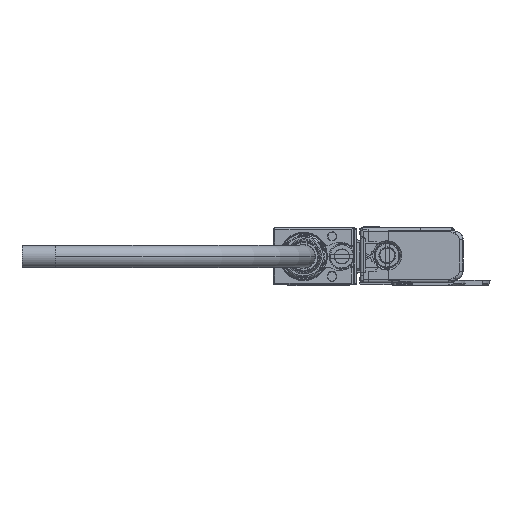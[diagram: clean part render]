
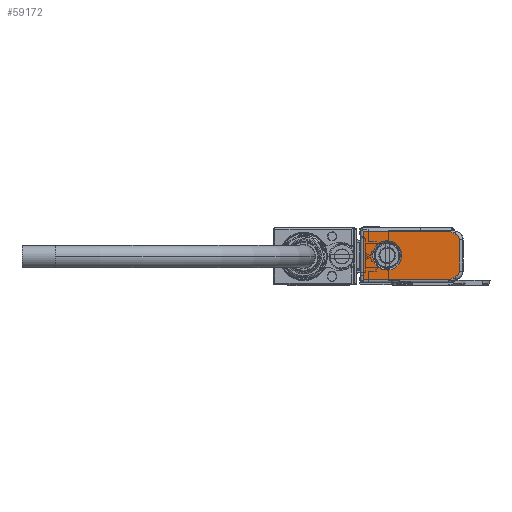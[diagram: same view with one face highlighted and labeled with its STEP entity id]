
A CAD part, left-side view. The second image highlights one B-rep face of the part: STEP entity #59172.
In plain terms, the highlighted planar face has unit normal (-1, 0, 0).
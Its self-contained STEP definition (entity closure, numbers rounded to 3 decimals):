
#59080=AXIS2_PLACEMENT_3D('Plane Axis2P3D',#59077,#59078,#59079) ;
#59104=AXIS2_PLACEMENT_3D('Circle Axis2P3D',#59102,#59103,$) ;
#59118=AXIS2_PLACEMENT_3D('Circle Axis2P3D',#59116,#59117,$) ;
#59148=AXIS2_PLACEMENT_3D('Circle Axis2P3D',#59146,#59147,$) ;
#59157=AXIS2_PLACEMENT_3D('Circle Axis2P3D',#59155,#59156,$) ;
#59164=AXIS2_PLACEMENT_3D('Circle Axis2P3D',#59162,#59163,$) ;
#56451=CARTESIAN_POINT('Vertex',(-956.,30.2,0.2)) ;
#56460=CARTESIAN_POINT('Vertex',(-956.,3.814,0.2)) ;
#56463=CARTESIAN_POINT('Line Origine',(-956.,15.7,0.2)) ;
#56642=CARTESIAN_POINT('Vertex',(-956.,30.2,14.8)) ;
#56645=CARTESIAN_POINT('Line Origine',(-956.,30.2,7.5)) ;
#56740=CARTESIAN_POINT('Vertex',(-956.,3.814,14.8)) ;
#56743=CARTESIAN_POINT('Line Origine',(-956.,15.7,14.8)) ;
#56804=CARTESIAN_POINT('Line Origine',(-956.,1.067,12.053)) ;
#56808=CARTESIAN_POINT('Vertex',(-956.,3.119,14.104)) ;
#59077=CARTESIAN_POINT('Axis2P3D Location',(-956.,0.2,7.5)) ;
#59082=CARTESIAN_POINT('Line Origine',(-956.,3.466,0.548)) ;
#59086=CARTESIAN_POINT('Vertex',(-956.,3.119,0.896)) ;
#59090=CARTESIAN_POINT('Control Point',(-956.,3.119,0.896)) ;
#59091=CARTESIAN_POINT('Control Point',(-956.,3.044,0.97)) ;
#59092=CARTESIAN_POINT('Control Point',(-956.,2.961,1.035)) ;
#59093=CARTESIAN_POINT('Control Point',(-956.,2.87,1.089)) ;
#59094=CARTESIAN_POINT('Control Point',(-956.,2.748,1.142)) ;
#59095=CARTESIAN_POINT('Control Point',(-956.,2.621,1.175)) ;
#59096=CARTESIAN_POINT('Control Point',(-956.,2.596,1.18)) ;
#59097=CARTESIAN_POINT('Control Point',(-956.,2.57,1.185)) ;
#59098=CARTESIAN_POINT('Control Point',(-956.,2.544,1.19)) ;
#59099=CARTESIAN_POINT('Vertex',(-956.,2.544,1.19)) ;
#59102=CARTESIAN_POINT('Axis2P3D Location',(-956.,2.8,2.769)) ;
#59106=CARTESIAN_POINT('Vertex',(-956.,1.2,2.769)) ;
#59109=CARTESIAN_POINT('Line Origine',(-956.,1.2,7.5)) ;
#59113=CARTESIAN_POINT('Vertex',(-956.,1.2,12.231)) ;
#59116=CARTESIAN_POINT('Axis2P3D Location',(-956.,2.8,12.231)) ;
#59120=CARTESIAN_POINT('Vertex',(-956.,2.544,13.81)) ;
#59124=CARTESIAN_POINT('Control Point',(-956.,2.544,13.81)) ;
#59125=CARTESIAN_POINT('Control Point',(-956.,2.648,13.827)) ;
#59126=CARTESIAN_POINT('Control Point',(-956.,2.749,13.857)) ;
#59127=CARTESIAN_POINT('Control Point',(-956.,2.846,13.899)) ;
#59128=CARTESIAN_POINT('Control Point',(-956.,2.96,13.967)) ;
#59129=CARTESIAN_POINT('Control Point',(-956.,3.061,14.05)) ;
#59130=CARTESIAN_POINT('Control Point',(-956.,3.081,14.068)) ;
#59131=CARTESIAN_POINT('Control Point',(-956.,3.1,14.086)) ;
#59132=CARTESIAN_POINT('Control Point',(-956.,3.119,14.104)) ;
#59146=CARTESIAN_POINT('Axis2P3D Location',(-956.,23.,7.5)) ;
#59150=CARTESIAN_POINT('Vertex',(-956.,23.,11.9)) ;
#59152=CARTESIAN_POINT('Vertex',(-956.,23.,3.1)) ;
#59155=CARTESIAN_POINT('Axis2P3D Location',(-956.,23.,7.5)) ;
#59159=CARTESIAN_POINT('Vertex',(-956.,24.895,11.471)) ;
#59162=CARTESIAN_POINT('Axis2P3D Location',(-956.,23.,7.5)) ;
#56464=DIRECTION('Vector Direction',(0.,-1.,0.)) ;
#56646=DIRECTION('Vector Direction',(0.,0.,-1.)) ;
#56744=DIRECTION('Vector Direction',(0.,1.,0.)) ;
#56805=DIRECTION('Vector Direction',(0.,0.707,0.707)) ;
#59078=DIRECTION('Axis2P3D Direction',(1.,0.,0.)) ;
#59079=DIRECTION('Axis2P3D XDirection',(0.,0.,1.)) ;
#59083=DIRECTION('Vector Direction',(0.,-0.707,0.707)) ;
#59103=DIRECTION('Axis2P3D Direction',(1.,0.,0.)) ;
#59110=DIRECTION('Vector Direction',(0.,0.,1.)) ;
#59117=DIRECTION('Axis2P3D Direction',(1.,0.,0.)) ;
#59147=DIRECTION('Axis2P3D Direction',(1.,0.,0.)) ;
#59156=DIRECTION('Axis2P3D Direction',(1.,0.,0.)) ;
#59163=DIRECTION('Axis2P3D Direction',(1.,0.,0.)) ;
#56465=VECTOR('Line Direction',#56464,1.) ;
#56647=VECTOR('Line Direction',#56646,1.) ;
#56745=VECTOR('Line Direction',#56744,1.) ;
#56806=VECTOR('Line Direction',#56805,1.) ;
#59084=VECTOR('Line Direction',#59083,1.) ;
#59111=VECTOR('Line Direction',#59110,1.) ;
#59135=ORIENTED_EDGE('',*,*,#56747,.F.) ;
#59136=ORIENTED_EDGE('',*,*,#56649,.F.) ;
#59137=ORIENTED_EDGE('',*,*,#56467,.F.) ;
#59138=ORIENTED_EDGE('',*,*,#59088,.F.) ;
#59139=ORIENTED_EDGE('',*,*,#59101,.F.) ;
#59140=ORIENTED_EDGE('',*,*,#59108,.F.) ;
#59141=ORIENTED_EDGE('',*,*,#59115,.F.) ;
#59142=ORIENTED_EDGE('',*,*,#59122,.F.) ;
#59143=ORIENTED_EDGE('',*,*,#59133,.F.) ;
#59144=ORIENTED_EDGE('',*,*,#56810,.F.) ;
#59168=ORIENTED_EDGE('',*,*,#59154,.T.) ;
#59169=ORIENTED_EDGE('',*,*,#59161,.T.) ;
#59170=ORIENTED_EDGE('',*,*,#59166,.T.) ;
#59171=FACE_BOUND('',#59167,.T.) ;
#59172=ADVANCED_FACE('Brep With Voids',(#59145,#59171),#59081,.F.) ;
#59089=B_SPLINE_CURVE_WITH_KNOTS('',5,(#59090,#59091,#59092,#59093,#59094,#59095,#59096,#59097,#59098),.UNSPECIFIED.,.F.,.U.,(6,3,6),(0.,0.743,0.929),.UNSPECIFIED.) ;
#59123=B_SPLINE_CURVE_WITH_KNOTS('',5,(#59124,#59125,#59126,#59127,#59128,#59129,#59130,#59131,#59132),.UNSPECIFIED.,.F.,.U.,(6,3,6),(0.,0.743,0.929),.UNSPECIFIED.) ;
#59105=CIRCLE('generated circle',#59104,1.6) ;
#59119=CIRCLE('generated circle',#59118,1.6) ;
#59149=CIRCLE('generated circle',#59148,4.4) ;
#59158=CIRCLE('generated circle',#59157,4.4) ;
#59165=CIRCLE('generated circle',#59164,4.4) ;
#56467=EDGE_CURVE('',#56461,#56452,#56466,.F.) ;
#56649=EDGE_CURVE('',#56452,#56643,#56648,.F.) ;
#56747=EDGE_CURVE('',#56643,#56741,#56746,.F.) ;
#56810=EDGE_CURVE('',#56741,#56809,#56807,.F.) ;
#59088=EDGE_CURVE('',#59087,#56461,#59085,.F.) ;
#59101=EDGE_CURVE('',#59100,#59087,#59089,.F.) ;
#59108=EDGE_CURVE('',#59107,#59100,#59105,.T.) ;
#59115=EDGE_CURVE('',#59114,#59107,#59112,.F.) ;
#59122=EDGE_CURVE('',#59121,#59114,#59119,.T.) ;
#59133=EDGE_CURVE('',#56809,#59121,#59123,.F.) ;
#59154=EDGE_CURVE('',#59151,#59153,#59149,.T.) ;
#59161=EDGE_CURVE('',#59153,#59160,#59158,.T.) ;
#59166=EDGE_CURVE('',#59160,#59151,#59165,.T.) ;
#59134=EDGE_LOOP('',(#59135,#59136,#59137,#59138,#59139,#59140,#59141,#59142,#59143,#59144)) ;
#59167=EDGE_LOOP('',(#59168,#59169,#59170)) ;
#59145=FACE_OUTER_BOUND('',#59134,.T.) ;
#56466=LINE('Line',#56463,#56465) ;
#56648=LINE('Line',#56645,#56647) ;
#56746=LINE('Line',#56743,#56745) ;
#56807=LINE('Line',#56804,#56806) ;
#59085=LINE('Line',#59082,#59084) ;
#59112=LINE('Line',#59109,#59111) ;
#59081=PLANE('Plane',#59080) ;
#56452=VERTEX_POINT('',#56451) ;
#56461=VERTEX_POINT('',#56460) ;
#56643=VERTEX_POINT('',#56642) ;
#56741=VERTEX_POINT('',#56740) ;
#56809=VERTEX_POINT('',#56808) ;
#59087=VERTEX_POINT('',#59086) ;
#59100=VERTEX_POINT('',#59099) ;
#59107=VERTEX_POINT('',#59106) ;
#59114=VERTEX_POINT('',#59113) ;
#59121=VERTEX_POINT('',#59120) ;
#59151=VERTEX_POINT('',#59150) ;
#59153=VERTEX_POINT('',#59152) ;
#59160=VERTEX_POINT('',#59159) ;
